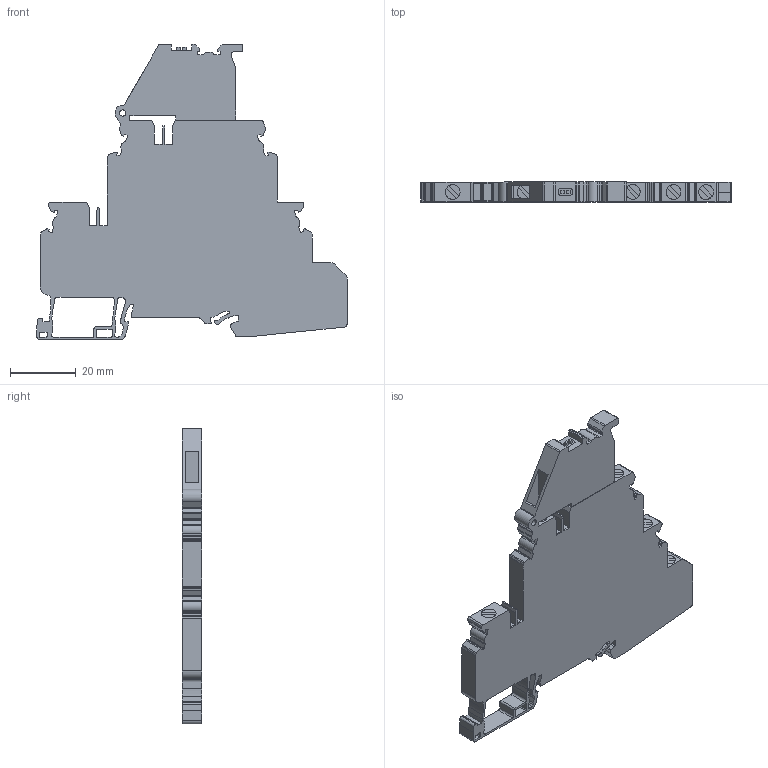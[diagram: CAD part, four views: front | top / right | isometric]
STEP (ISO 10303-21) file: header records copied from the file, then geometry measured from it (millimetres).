
FILE_DESCRIPTION(/* description */ ('Unknown'),/* implementation_level */ '2;1');
FILE_NAME(/* name */ 'CYDLGF4L',/* time_stamp */ '2017-07-19T11:13:27+06:00',/* author */ ('Unknown'),/* organization */ ('Unknown'),/* preprocessor_version */ 'ST-DEVELOPER v16',/* originating_system */ 'DEX',/* authorisation */ $);
FILE_SCHEMA (('AUTOMOTIVE_DESIGN {1 0 10303 214 3 1 1}'));
Length unit declared in the file: millimetre
Products named in the file (1): CYDLGF4L
Bounding box: 94.5 x 6 x 90.1 mm (x, y, z)
Volume: 28902.1 mm3; surface area: 13820.8 mm2
Topology: 1 solids, 1 shells, 409 faces, 1215 edges, 815 vertices
Faces by surface type: plane 247, cylinder 162
Full cylindrical faces by diameter (mm): 1.9 x1, 4.5 x5
Entity records: 16600 total; most frequent: CARTESIAN_POINT 2422, ORIENTED_EDGE 2406, DIRECTION 2362, EDGE_CURVE 1203, LINE 864, VECTOR 864, VERTEX_POINT 809, AXIS2_PLACEMENT_3D 749
